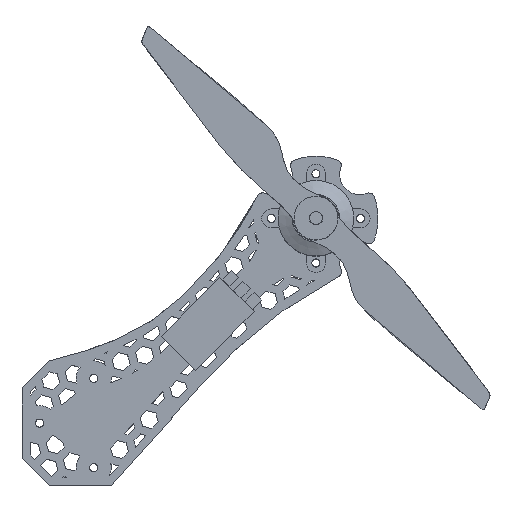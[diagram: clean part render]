
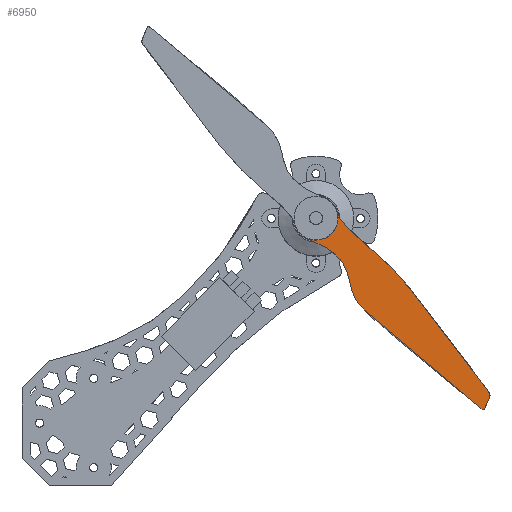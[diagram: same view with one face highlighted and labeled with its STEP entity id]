
A CAD part, top view. The second image highlights one B-rep face of the part: STEP entity #6950.
In plain terms, the highlighted face is planar.
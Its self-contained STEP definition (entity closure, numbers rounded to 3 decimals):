
#71=(
BOUNDED_CURVE()
B_SPLINE_CURVE(5,(#12177,#12178,#12179,#12180,#12181,#12182,#12183,#12184,
#12185,#12186,#12187,#12188,#12189,#12190,#12191,#12192,#12193,#12194,#12195,
#12196,#12197,#12198,#12199,#12200,#12201,#12202,#12203,#12204,#12205,#12206,
#12207,#12208,#12209,#12210,#12211,#12212,#12213,#12214,#12215,#12216,#12217,
#12218,#12219,#12220,#12221),.UNSPECIFIED.,.F.,.F.)
B_SPLINE_CURVE_WITH_KNOTS((6,1,1,1,1,1,1,1,1,1,1,1,1,1,1,1,1,1,1,1,1,1,
1,1,1,1,1,1,1,1,1,1,1,1,1,1,1,1,1,1,6),(0.,0.025,0.05,0.075,0.1,0.125,0.15,
0.175,0.2,0.225,0.25,0.275,0.3,0.325,0.35,0.375,0.4,0.425,0.45,0.475,0.5,
0.525,0.55,0.575,0.6,0.625,0.65,0.675,0.7,0.725,0.75,0.775,0.8,0.825,0.85,
0.875,0.9,0.925,0.95,0.975,1.),.UNSPECIFIED.)
CURVE()
GEOMETRIC_REPRESENTATION_ITEM()
RATIONAL_B_SPLINE_CURVE((1.,1.,1.,1.,1.,1.,1.,1.,1.,1.,1.,1.,1.,1.,1.,1.,
1.,1.,1.,1.,1.,1.,1.,1.,1.,1.,1.,1.,1.,1.,1.,1.,1.,1.,1.,1.,1.,1.,1.,1.,
1.,1.,1.,1.,1.))
REPRESENTATION_ITEM('')
);
#361=CIRCLE('',#7427,8.1);
#603=PLANE('',#7426);
#938=FACE_OUTER_BOUND('',#1386,.T.);
#1386=EDGE_LOOP('',(#6489,#6490));
#3628=VERTEX_POINT('',#12174);
#3629=VERTEX_POINT('',#12176);
#4589=EDGE_CURVE('',#3629,#3628,#71,.T.);
#4591=EDGE_CURVE('',#3629,#3628,#361,.T.);
#6489=ORIENTED_EDGE('',*,*,#4591,.F.);
#6490=ORIENTED_EDGE('',*,*,#4589,.T.);
#6950=ADVANCED_FACE('',(#938),#603,.T.);
#7426=AXIS2_PLACEMENT_3D('',#12223,#8964,#8965);
#7427=AXIS2_PLACEMENT_3D('',#12224,#8966,#8967);
#8964=DIRECTION('center_axis',(0.,1.,0.));
#8965=DIRECTION('ref_axis',(-1.,0.,0.));
#8966=DIRECTION('center_axis',(0.,1.,0.));
#8967=DIRECTION('ref_axis',(1.,0.,0.));
#12174=CARTESIAN_POINT('',(4.797,5.375,-6.526));
#12176=CARTESIAN_POINT('',(3.135,5.375,7.469));
#12177=CARTESIAN_POINT('Ctrl Pts',(3.135,5.375,7.469));
#12178=CARTESIAN_POINT('Ctrl Pts',(4.265,5.375,6.995));
#12179=CARTESIAN_POINT('Ctrl Pts',(6.447,5.375,6.14));
#12180=CARTESIAN_POINT('Ctrl Pts',(9.486,5.375,5.139));
#12181=CARTESIAN_POINT('Ctrl Pts',(13.081,5.375,4.359));
#12182=CARTESIAN_POINT('Ctrl Pts',(16.868,5.375,4.248));
#12183=CARTESIAN_POINT('Ctrl Pts',(20.048,5.375,4.889));
#12184=CARTESIAN_POINT('Ctrl Pts',(22.761,5.375,6.116));
#12185=CARTESIAN_POINT('Ctrl Pts',(25.194,5.375,7.69));
#12186=CARTESIAN_POINT('Ctrl Pts',(27.573,5.375,9.309));
#12187=CARTESIAN_POINT('Ctrl Pts',(30.339,5.375,10.651));
#12188=CARTESIAN_POINT('Ctrl Pts',(34.102,5.375,11.44));
#12189=CARTESIAN_POINT('Ctrl Pts',(40.127,5.375,11.458));
#12190=CARTESIAN_POINT('Ctrl Pts',(48.596,5.375,10.784));
#12191=CARTESIAN_POINT('Ctrl Pts',(58.846,5.375,9.681));
#12192=CARTESIAN_POINT('Ctrl Pts',(69.709,5.375,8.495));
#12193=CARTESIAN_POINT('Ctrl Pts',(79.799,5.375,7.528));
#12194=CARTESIAN_POINT('Ctrl Pts',(87.804,5.375,6.983));
#12195=CARTESIAN_POINT('Ctrl Pts',(92.808,5.375,6.734));
#12196=CARTESIAN_POINT('Ctrl Pts',(94.534,5.375,6.512));
#12197=CARTESIAN_POINT('Ctrl Pts',(93.777,5.375,5.105));
#12198=CARTESIAN_POINT('Ctrl Pts',(92.415,5.375,1.96));
#12199=CARTESIAN_POINT('Ctrl Pts',(92.01,5.375,0.537));
#12200=CARTESIAN_POINT('Ctrl Pts',(90.99,5.375,0.251));
#12201=CARTESIAN_POINT('Ctrl Pts',(88.035,5.375,-0.221));
#12202=CARTESIAN_POINT('Ctrl Pts',(83.424,5.375,-0.948));
#12203=CARTESIAN_POINT('Ctrl Pts',(77.808,5.375,-1.893));
#12204=CARTESIAN_POINT('Ctrl Pts',(72.058,5.375,-2.772));
#12205=CARTESIAN_POINT('Ctrl Pts',(66.6,5.375,-3.498));
#12206=CARTESIAN_POINT('Ctrl Pts',(61.526,5.375,-4.085));
#12207=CARTESIAN_POINT('Ctrl Pts',(56.713,5.375,-4.614));
#12208=CARTESIAN_POINT('Ctrl Pts',(51.933,5.375,-5.168));
#12209=CARTESIAN_POINT('Ctrl Pts',(46.978,5.375,-5.784));
#12210=CARTESIAN_POINT('Ctrl Pts',(41.767,5.375,-6.389));
#12211=CARTESIAN_POINT('Ctrl Pts',(36.477,5.375,-6.756));
#12212=CARTESIAN_POINT('Ctrl Pts',(31.237,5.375,-6.84));
#12213=CARTESIAN_POINT('Ctrl Pts',(26.183,5.375,-6.676));
#12214=CARTESIAN_POINT('Ctrl Pts',(21.427,5.375,-6.368));
#12215=CARTESIAN_POINT('Ctrl Pts',(17.068,5.375,-6.044));
#12216=CARTESIAN_POINT('Ctrl Pts',(13.178,5.375,-5.831));
#12217=CARTESIAN_POINT('Ctrl Pts',(9.803,5.375,-5.809));
#12218=CARTESIAN_POINT('Ctrl Pts',(7.53,5.375,-5.975));
#12219=CARTESIAN_POINT('Ctrl Pts',(6.069,5.375,-6.208));
#12220=CARTESIAN_POINT('Ctrl Pts',(5.203,5.375,-6.412));
#12221=CARTESIAN_POINT('Ctrl Pts',(4.797,5.375,-6.526));
#12223=CARTESIAN_POINT('Origin',(43.217,5.375,1.679));
#12224=CARTESIAN_POINT('Origin',(0.,5.375,0.));
